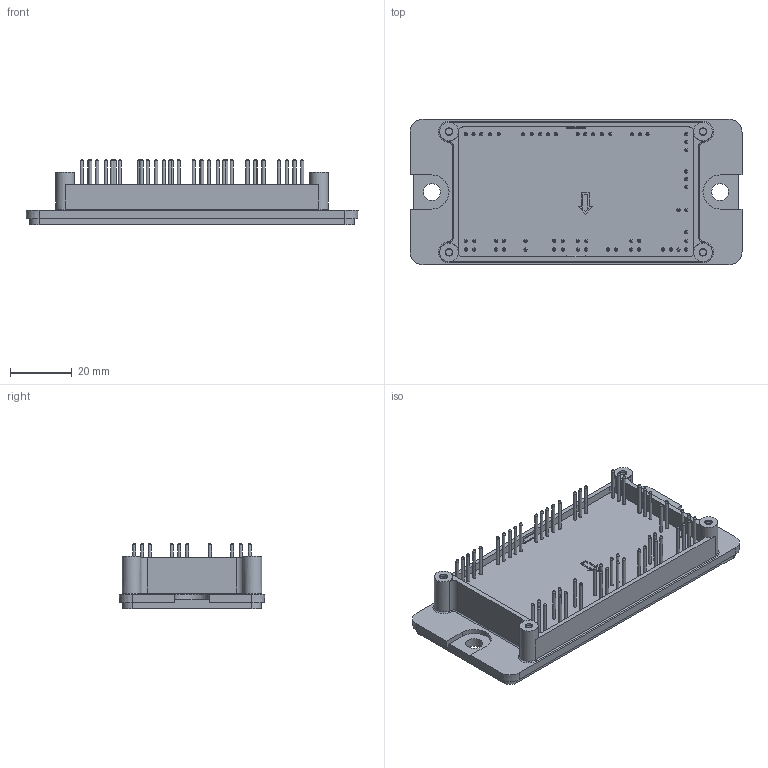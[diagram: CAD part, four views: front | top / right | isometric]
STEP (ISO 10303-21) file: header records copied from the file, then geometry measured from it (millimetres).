
FILE_DESCRIPTION( ( 'Unknown' ), '1' );
FILE_NAME( 'Flow2-4T17W-P760-02-OL.stp', 'Unknown', ( 'GyZs' ), ( 'Unknown' ), 'PSStep 14.0', 'Unknown', ' ' );
FILE_SCHEMA( ( 'AUTOMOTIVE_DESIGN { 1 0 10303 214 1 1 1 1 }' ) );
Length unit declared in the file: millimetre
Products named in the file (1): 1
Bounding box: 107.2 x 47 x 21.28 mm (x, y, z)
Volume: 45767.4 mm3; surface area: 17783.6 mm2
Topology: 1 solids, 1 shells, 309 faces, 706 edges, 462 vertices
Faces by surface type: plane 139, cylinder 92, cone 70, torus 8
Full cylindrical faces by diameter (mm): 1 x56, 2.1 x4, 2.4 x4, 5.5 x2, 6 x4
Entity records: 10040 total; most frequent: DIRECTION 1414, CARTESIAN_POINT 1224, ORIENTED_EDGE 1028, AXIS2_PLACEMENT_3D 590, EDGE_CURVE 514, EDGE_LOOP 506, VERTEX_POINT 400, FACE_OUTER_BOUND 379
